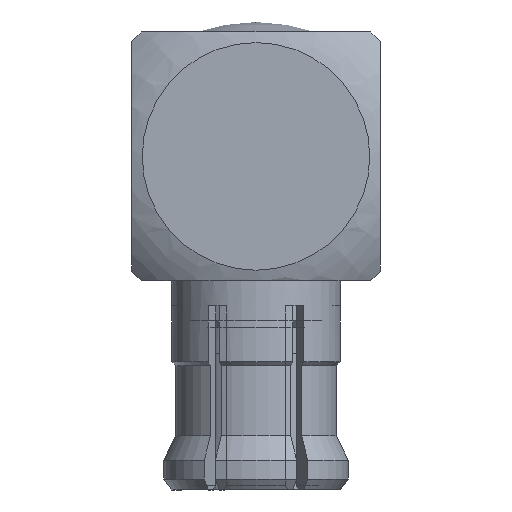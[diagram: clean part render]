
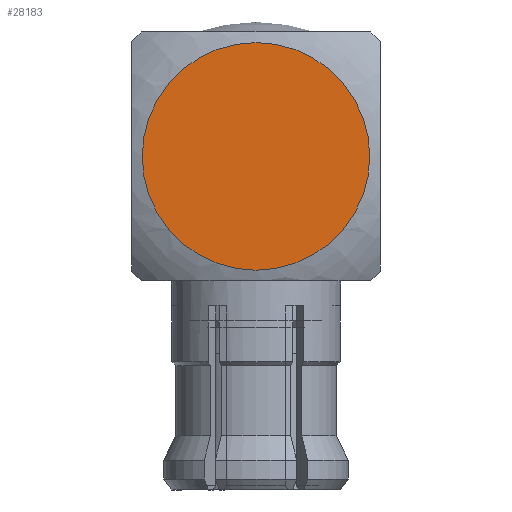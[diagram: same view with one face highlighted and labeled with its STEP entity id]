
A CAD part, front view. The second image highlights one B-rep face of the part: STEP entity #28183.
In plain terms, the highlighted planar face has unit normal (0, -1, 0).
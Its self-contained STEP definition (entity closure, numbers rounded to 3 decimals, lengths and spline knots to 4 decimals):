
#9249=ORIENTED_EDGE('',*,*,#12318,.F.);
#12318=EDGE_CURVE('',#13944,#13944,#14301,.T.);
#13944=VERTEX_POINT('',#59637);
#14301=CIRCLE('',#28846,2.2855);
#15699=EDGE_LOOP('',(#9249));
#17130=FACE_BOUND('',#15699,.T.);
#17353=PLANE('',#28860);
#28183=ADVANCED_FACE('',(#17130),#17353,.T.);
#28846=AXIS2_PLACEMENT_3D('',#59636,#30341,#30342);
#28860=AXIS2_PLACEMENT_3D('',#59687,#30373,#30374);
#30341=DIRECTION('',(0.,1.,0.));
#30342=DIRECTION('',(0.,0.,1.));
#30373=DIRECTION('',(0.,-1.,0.));
#30374=DIRECTION('',(0.,0.,-1.));
#59636=CARTESIAN_POINT('',(0.,-74.055,0.));
#59637=CARTESIAN_POINT('',(0.,-74.055,2.2855));
#59687=CARTESIAN_POINT('',(-2.5,-74.055,2.5));
